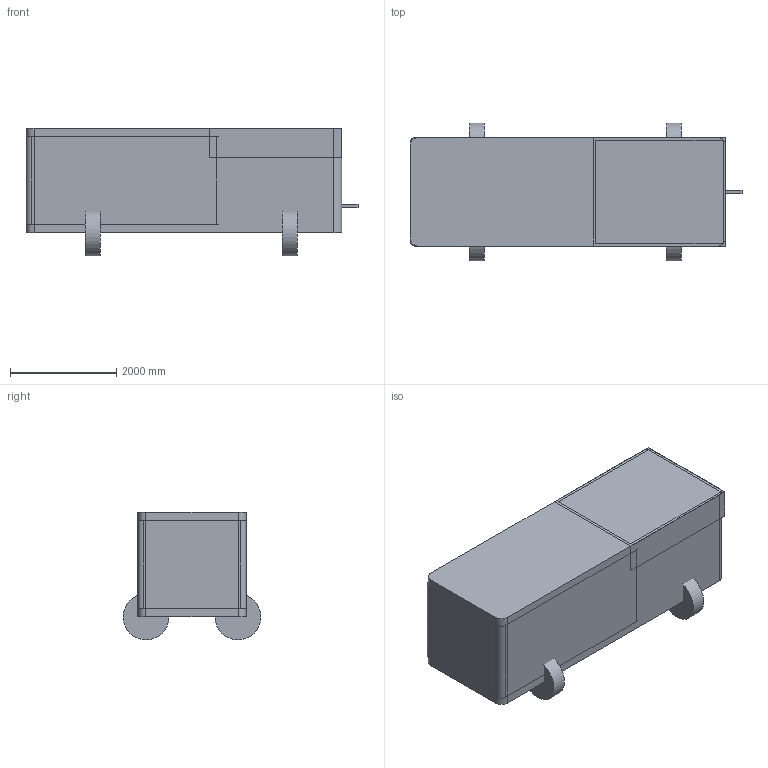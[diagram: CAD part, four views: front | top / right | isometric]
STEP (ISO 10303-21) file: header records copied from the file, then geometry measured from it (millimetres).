
FILE_DESCRIPTION(('Open CASCADE Model'),'2;1');
FILE_NAME('Open CASCADE Shape Model','2025-11-06T01:09:08',('Author'),( 'Open CASCADE'),'Open CASCADE STEP processor 7.8','Open CASCADE 7.8' ,'Unknown');
FILE_SCHEMA(('AUTOMOTIVE_DESIGN { 1 0 10303 214 1 1 1 1 }'));
Length unit declared in the file: millimetre
Products named in the file (6): a251cebf-ba99-11f0-9b7c-9c6b005f4edd; truck_body; cab; bed; hitch_receiver; wheel_fl
Assembly tree (8 placements, depth 2):
  a251cebf-ba99-11f0-9b7c-9c6b005f4edd
    truck_body
    cab
    bed
    hitch_receiver
    wheel_fl  x4
Bounding box: 6238.24 x 2590.8 x 2402.84 mm (x, y, z)
Volume: 37298387497.3 mm3; surface area: 116109941.8 mm2
Topology: 8 solids, 8 shells, 53 faces, 108 edges, 72 vertices
Faces by surface type: plane 41, cylinder 12
Full cylindrical faces by diameter (mm): 863.6 x4
Entity records: 2678 total; most frequent: CARTESIAN_POINT 480, DIRECTION 397, LINE 245, VECTOR 245, ORIENTED_EDGE 198, PCURVE 198, DEFINITIONAL_REPRESENTATION 198, EDGE_CURVE 99
